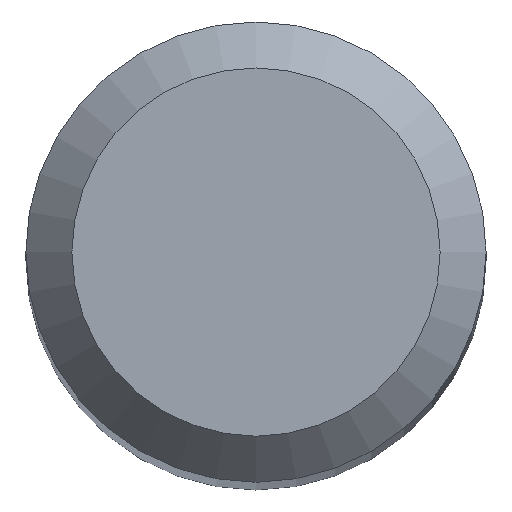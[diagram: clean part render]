
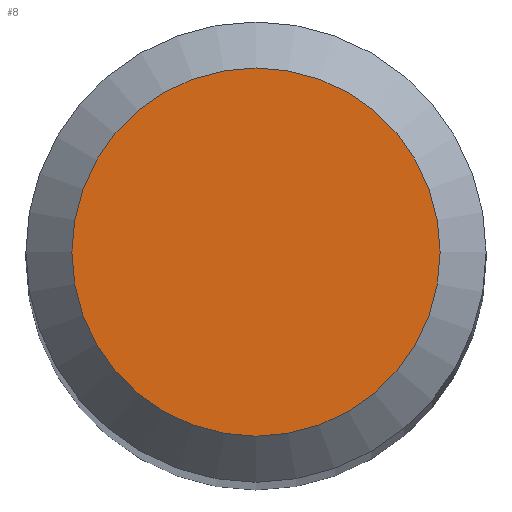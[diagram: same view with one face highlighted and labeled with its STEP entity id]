
A CAD part, top view. The second image highlights one B-rep face of the part: STEP entity #8.
In plain terms, the highlighted planar face has unit normal (0, 0, 1).
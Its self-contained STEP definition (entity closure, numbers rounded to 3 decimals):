
#8 = ADVANCED_FACE ( 'NONE', ( #71 ), #37, .F. ) ;
#37 = PLANE ( 'NONE',  #86 ) ;
#56 = AXIS2_PLACEMENT_3D ( 'NONE', #135, #141, #99 ) ;
#71 = FACE_OUTER_BOUND ( 'NONE', #164, .T. ) ;
#86 = AXIS2_PLACEMENT_3D ( 'NONE', #197, #149, #113 ) ;
#99 = DIRECTION ( 'NONE',  ( 0., 1., 0. ) ) ;
#112 = ORIENTED_EDGE ( 'NONE', *, *, #172, .F. ) ;
#113 = DIRECTION ( 'NONE',  ( 0., 1., 0. ) ) ;
#114 = CIRCLE ( 'NONE', #56, 1.2 ) ;
#135 = CARTESIAN_POINT ( 'NONE',  ( 0., 0., 38. ) ) ;
#139 = CARTESIAN_POINT ( 'NONE',  ( 0., 1.2, 38. ) ) ;
#141 = DIRECTION ( 'NONE',  ( 0., 0., -1. ) ) ;
#149 = DIRECTION ( 'NONE',  ( 0., 0., -1. ) ) ;
#164 = EDGE_LOOP ( 'NONE', ( #112 ) ) ;
#172 = EDGE_CURVE ( 'NONE', #173, #173, #114, .T. ) ;
#173 = VERTEX_POINT ( 'NONE', #139 ) ;
#197 = CARTESIAN_POINT ( 'NONE',  ( 0., 0., 38. ) ) ;
